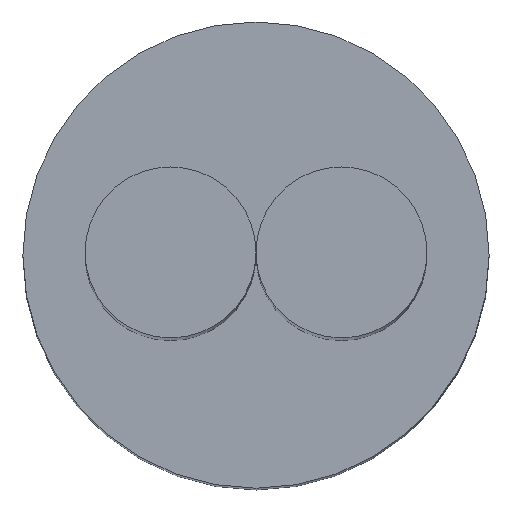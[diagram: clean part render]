
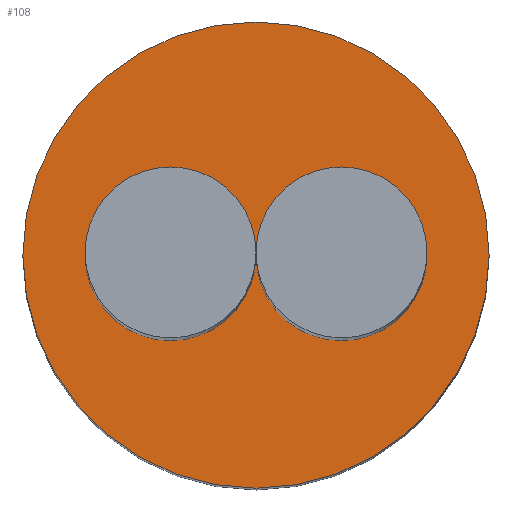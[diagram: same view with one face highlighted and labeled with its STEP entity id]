
A CAD part, top view. The second image highlights one B-rep face of the part: STEP entity #108.
In plain terms, the highlighted planar face has unit normal (0, 0, 1).
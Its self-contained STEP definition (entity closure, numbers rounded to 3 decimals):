
#25=PLANE($,#128);
#29=FACE_BOUND($,#51,.T.);
#38=FACE_OUTER_BOUND($,#50,.T.);
#50=EDGE_LOOP($,(#93));
#51=EDGE_LOOP($,(#94,#95));
#54=CIRCLE($,#117,1.1);
#56=CIRCLE($,#121,1.1);
#59=CIRCLE($,#127,3.);
#63=VERTEX_POINT($,#178);
#66=VERTEX_POINT($,#192);
#69=EDGE_CURVE($,#63,#63,#54,.T.);
#72=EDGE_CURVE($,#63,#63,#56,.T.);
#75=EDGE_CURVE($,#66,#66,#59,.T.);
#93=ORIENTED_EDGE($,*,*,#75,.T.);
#94=ORIENTED_EDGE($,*,*,#69,.T.);
#95=ORIENTED_EDGE($,*,*,#72,.T.);
#108=ADVANCED_FACE($,(#38,#29),#25,.T.);
#117=AXIS2_PLACEMENT_3D($,#179,#142,#143);
#121=AXIS2_PLACEMENT_3D($,#185,#151,#152);
#127=AXIS2_PLACEMENT_3D($,#193,#163,#164);
#128=AXIS2_PLACEMENT_3D($,#194,#165,#166);
#142=DIRECTION('center_axis',(0.,0.,-1.));
#143=DIRECTION('ref_axis',(-1.,0.,0.));
#151=DIRECTION('center_axis',(0.,0.,-1.));
#152=DIRECTION('ref_axis',(-1.,0.,0.));
#163=DIRECTION('center_axis',(0.,0.,1.));
#164=DIRECTION('ref_axis',(-1.,0.,0.));
#165=DIRECTION('center_axis',(0.,0.,1.));
#166=DIRECTION('ref_axis',(1.,0.,0.));
#178=CARTESIAN_POINT('',(0.,0.,6.6));
#179=CARTESIAN_POINT('Origin',(1.1,0.,6.6));
#185=CARTESIAN_POINT('Origin',(-1.1,0.,6.6));
#192=CARTESIAN_POINT('',(3.,0.,6.6));
#193=CARTESIAN_POINT('Origin',(0.,0.,6.6));
#194=CARTESIAN_POINT('Origin',(0.,0.,
6.6));
